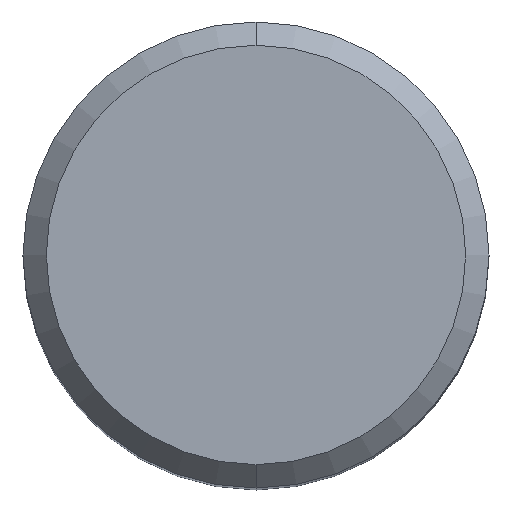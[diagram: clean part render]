
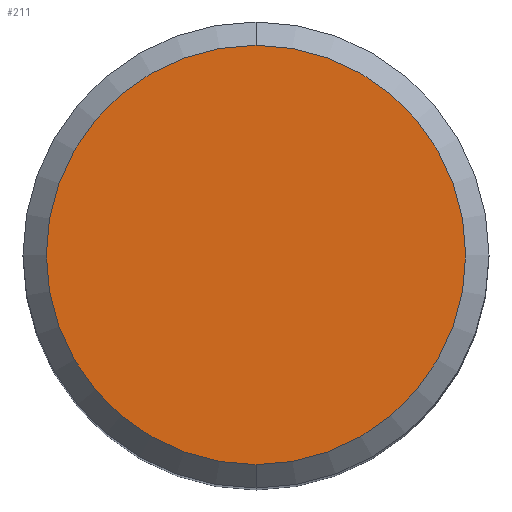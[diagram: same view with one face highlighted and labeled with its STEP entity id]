
A CAD part, top view. The second image highlights one B-rep face of the part: STEP entity #211.
In plain terms, the highlighted planar face has unit normal (0, 0, 1).
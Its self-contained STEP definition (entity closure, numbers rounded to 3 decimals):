
#119=VERTEX_POINT('',#321);
#197=VERTEX_POINT('',#410);
#211=ADVANCED_FACE('',(#424),#425,.T.);
#223=EDGE_CURVE('',#197,#119,#437,.T.);
#293=EDGE_CURVE('',#119,#197,#519,.T.);
#321=CARTESIAN_POINT('',(0.0,9.0,0.0));
#410=CARTESIAN_POINT('',(0.,-9.0,0.0));
#424=FACE_OUTER_BOUND('',#661,.T.);
#425=PLANE('',#662);
#437=CIRCLE('',#679,9.0);
#519=CIRCLE('',#795,9.0);
#661=EDGE_LOOP('',(#942,#943));
#662=AXIS2_PLACEMENT_3D('',#944,#945,#946);
#679=AXIS2_PLACEMENT_3D('',#954,#955,#956);
#795=AXIS2_PLACEMENT_3D('',#1070,#1071,#1072);
#942=ORIENTED_EDGE('',*,*,#293,.F.);
#943=ORIENTED_EDGE('',*,*,#223,.F.);
#944=CARTESIAN_POINT('',(0.0,4.5,0.0));
#945=DIRECTION('',(-0.0,0.0,1.0));
#946=DIRECTION('',(0.0,-1.0,0.0));
#954=CARTESIAN_POINT('',(0.0,0.0,0.0));
#955=DIRECTION('',(0.0,0.0,-1.0));
#956=DIRECTION('',(0.0,1.0,0.0));
#1070=CARTESIAN_POINT('',(0.0,0.0,0.0));
#1071=DIRECTION('',(0.0,0.0,-1.0));
#1072=DIRECTION('',(0.0,1.0,0.0));
